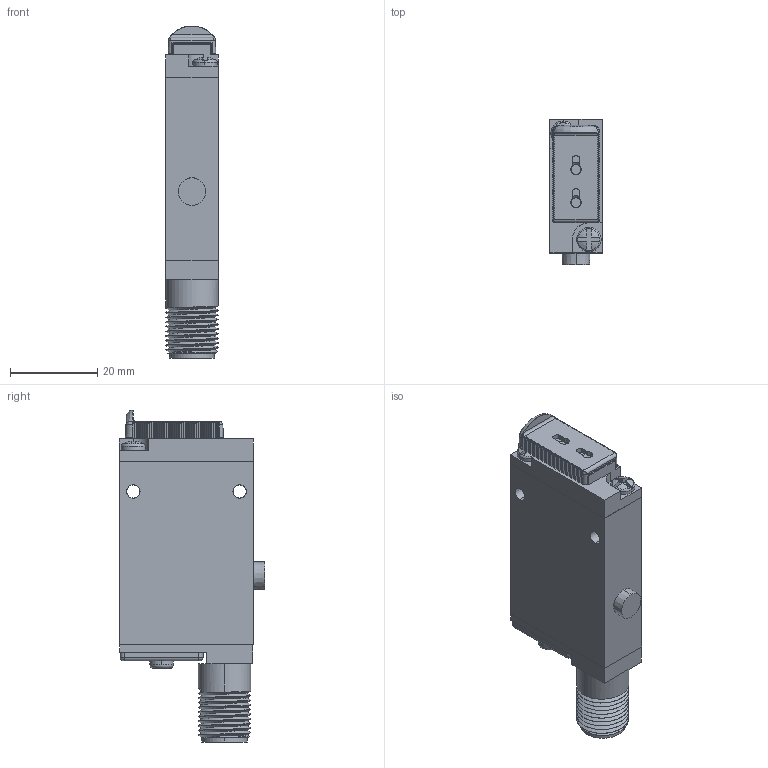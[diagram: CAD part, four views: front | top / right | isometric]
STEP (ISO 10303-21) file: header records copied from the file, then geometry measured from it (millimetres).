
FILE_DESCRIPTION((''),'2;1');
FILE_NAME('154480_SM01_ASM','2025-09-17T11:29:18',('banengservice'),('BANNER ENGINEERING'),'CREO PARAMETRIC BY PTC INC, 2022414','CREO PARAMETRIC BY PTC INC, 2022414','');
FILE_SCHEMA(('CONFIG_CONTROL_DESIGN'));
Length unit declared in the file: millimetre
Products named in the file (2): 154480_EP01; 154480_SM01_ASM
Assembly tree (1 placements, depth 2):
  154480_SM01_ASM
    154480_EP01
Bounding box: 12.04 x 33.32 x 76.23 mm (x, y, z)
Volume: 20846.8 mm3; surface area: 8017 mm2
Topology: 1 solids, 1 shells, 533 faces, 1494 edges, 976 vertices
Faces by surface type: plane 300, cylinder 173, bspline 26, cone 19, sphere 8, torus 7
Entity records: 23033 total; most frequent: CARTESIAN_POINT 9720, ORIENTED_EDGE 2988, DIRECTION 2428, EDGE_CURVE 1494, VECTOR 998, LINE 998, VERTEX_POINT 976, AXIS2_PLACEMENT_3D 715
